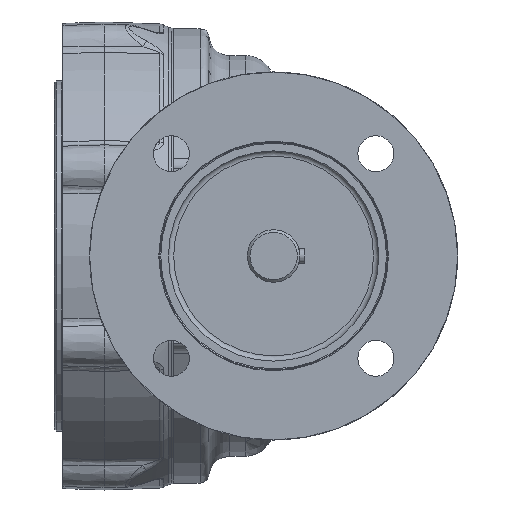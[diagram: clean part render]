
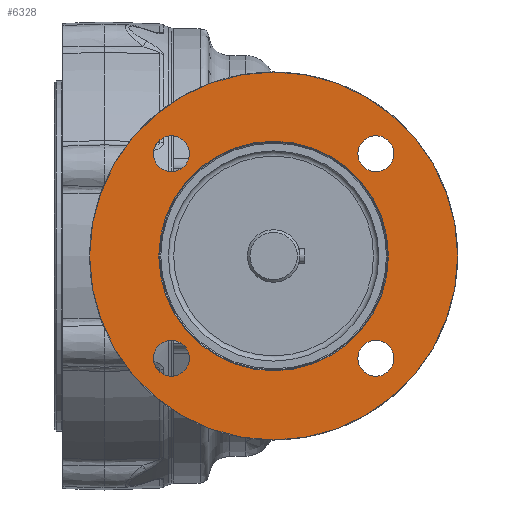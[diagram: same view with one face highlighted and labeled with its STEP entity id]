
A CAD part, left-side view. The second image highlights one B-rep face of the part: STEP entity #6328.
In plain terms, the highlighted planar face has unit normal (-1, 0, 0).
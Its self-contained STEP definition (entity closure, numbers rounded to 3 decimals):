
#341=PLANE('',#8309);
#1451=ORIENTED_EDGE('',*,*,#3046,.T.);
#1452=ORIENTED_EDGE('',*,*,#3065,.T.);
#1453=ORIENTED_EDGE('',*,*,#3066,.T.);
#1454=ORIENTED_EDGE('',*,*,#3067,.T.);
#1455=ORIENTED_EDGE('',*,*,#3068,.T.);
#1456=ORIENTED_EDGE('',*,*,#3064,.T.);
#3046=EDGE_CURVE('',#4061,#4061,#4852,.T.);
#3064=EDGE_CURVE('',#4079,#4079,#4862,.T.);
#3065=EDGE_CURVE('',#4080,#4080,#4863,.T.);
#3066=EDGE_CURVE('',#4081,#4081,#4864,.T.);
#3067=EDGE_CURVE('',#4082,#4082,#4865,.T.);
#3068=EDGE_CURVE('',#4083,#4083,#4866,.T.);
#4061=VERTEX_POINT('',#10661);
#4079=VERTEX_POINT('',#10702);
#4080=VERTEX_POINT('',#10705);
#4081=VERTEX_POINT('',#10707);
#4082=VERTEX_POINT('',#10709);
#4083=VERTEX_POINT('',#10711);
#4852=CIRCLE('',#8293,65.5);
#4862=CIRCLE('',#8308,10.25);
#4863=CIRCLE('',#8310,10.25);
#4864=CIRCLE('',#8311,10.25);
#4865=CIRCLE('',#8312,105.);
#4866=CIRCLE('',#8313,10.25);
#5220=EDGE_LOOP('',(#1451));
#5221=EDGE_LOOP('',(#1452));
#5222=EDGE_LOOP('',(#1453));
#5223=EDGE_LOOP('',(#1454));
#5224=EDGE_LOOP('',(#1455));
#5225=EDGE_LOOP('',(#1456));
#5757=FACE_BOUND('',#5220,.T.);
#5758=FACE_BOUND('',#5221,.T.);
#5759=FACE_BOUND('',#5222,.T.);
#5760=FACE_BOUND('',#5223,.T.);
#5761=FACE_BOUND('',#5224,.T.);
#5762=FACE_BOUND('',#5225,.T.);
#6328=ADVANCED_FACE('',(#5757,#5758,#5759,#5760,#5761,#5762),#341,.F.);
#8293=AXIS2_PLACEMENT_3D('',#10660,#8942,#8943);
#8308=AXIS2_PLACEMENT_3D('',#10701,#8980,#8981);
#8309=AXIS2_PLACEMENT_3D('',#10703,#8982,#8983);
#8310=AXIS2_PLACEMENT_3D('',#10704,#8984,#8985);
#8311=AXIS2_PLACEMENT_3D('',#10706,#8986,#8987);
#8312=AXIS2_PLACEMENT_3D('',#10708,#8988,#8989);
#8313=AXIS2_PLACEMENT_3D('',#10710,#8990,#8991);
#8942=DIRECTION('',(1.,0.,0.));
#8943=DIRECTION('',(0.,-1.,0.));
#8980=DIRECTION('',(1.,0.,0.));
#8981=DIRECTION('',(0.,1.,0.));
#8982=DIRECTION('',(1.,0.,0.));
#8983=DIRECTION('',(0.,-1.,0.));
#8984=DIRECTION('',(1.,0.,0.));
#8985=DIRECTION('',(0.,0.,1.));
#8986=DIRECTION('',(1.,0.,0.));
#8987=DIRECTION('',(0.,0.,-1.));
#8988=DIRECTION('',(-1.,0.,0.));
#8989=DIRECTION('',(0.,1.,0.));
#8990=DIRECTION('',(1.,0.,0.));
#8991=DIRECTION('',(0.,-1.,0.));
#10660=CARTESIAN_POINT('',(-200.025,-57.,0.));
#10661=CARTESIAN_POINT('',(-200.025,-122.5,0.));
#10701=CARTESIAN_POINT('',(-200.025,1.336,-58.336));
#10702=CARTESIAN_POINT('',(-200.025,11.586,-58.336));
#10703=CARTESIAN_POINT('',(-200.025,-57.,-105.));
#10704=CARTESIAN_POINT('',(-200.025,1.336,58.336));
#10705=CARTESIAN_POINT('',(-200.025,1.336,68.586));
#10706=CARTESIAN_POINT('',(-200.025,-115.336,-58.336));
#10707=CARTESIAN_POINT('',(-200.025,-115.336,-68.586));
#10708=CARTESIAN_POINT('',(-200.025,-57.,0.));
#10709=CARTESIAN_POINT('',(-200.025,48.,0.));
#10710=CARTESIAN_POINT('',(-200.025,-115.336,58.336));
#10711=CARTESIAN_POINT('',(-200.025,-125.586,58.336));
